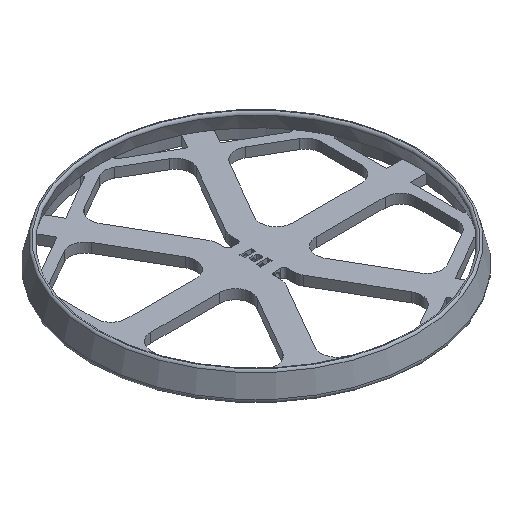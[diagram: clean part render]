
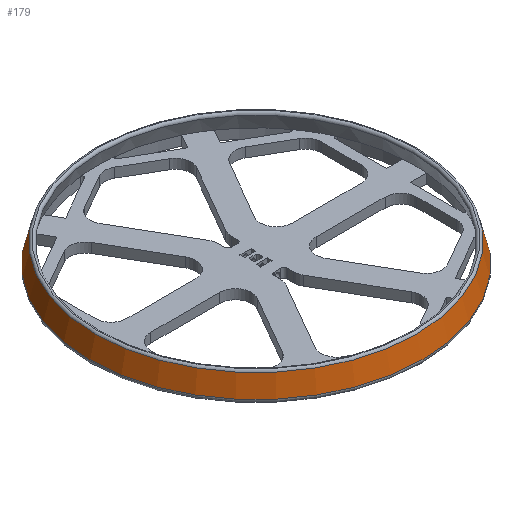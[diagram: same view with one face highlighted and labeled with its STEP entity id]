
A CAD part, isometric view. The second image highlights one B-rep face of the part: STEP entity #179.
In plain terms, the highlighted conical face has half-angle 15 degrees and reference radius 102.668 mm.
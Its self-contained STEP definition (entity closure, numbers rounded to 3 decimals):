
#179=ADVANCED_FACE('',(#1118,#1120),#1122,.T.);
#1118=FACE_OUTER_BOUND('',#1119,.T.);
#1119=EDGE_LOOP('',(#1994));
#1120=FACE_OUTER_BOUND('',#1121,.T.);
#1121=EDGE_LOOP('',(#1995));
#1122=CONICAL_SURFACE('',#1123,102.668,0.262);
#1123=AXIS2_PLACEMENT_3D('',#1124,#1125,#1126);
#1124=CARTESIAN_POINT('',(0.,0.,8.703));
#1125=DIRECTION('',(0.,0.,-1.));
#1126=DIRECTION('',(-1.,0.,0.));
#1994=ORIENTED_EDGE('',*,*,#2611,.F.);
#1995=ORIENTED_EDGE('',*,*,#2612,.F.);
#2611=EDGE_CURVE('',#3332,#3332,#3333,.T.);
#2612=EDGE_CURVE('',#3334,#3334,#3335,.F.);
#3332=VERTEX_POINT('',#5060);
#3333=CIRCLE('',#5061,101.011);
#3334=VERTEX_POINT('',#5065);
#3335=CIRCLE('',#5066,104.325);
#5060=CARTESIAN_POINT('',(-101.011,0.,14.888));
#5061=AXIS2_PLACEMENT_3D('',#5062,#5063,#5064);
#5062=CARTESIAN_POINT('',(0.,0.,14.888));
#5063=DIRECTION('',(0.,0.,1.));
#5064=DIRECTION('',(-1.,0.,0.));
#5065=CARTESIAN_POINT('',(-104.325,0.,2.518));
#5066=AXIS2_PLACEMENT_3D('',#5067,#5068,#5069);
#5067=CARTESIAN_POINT('',(0.,0.,2.518));
#5068=DIRECTION('',(0.,0.,1.));
#5069=DIRECTION('',(-1.,0.,0.));
